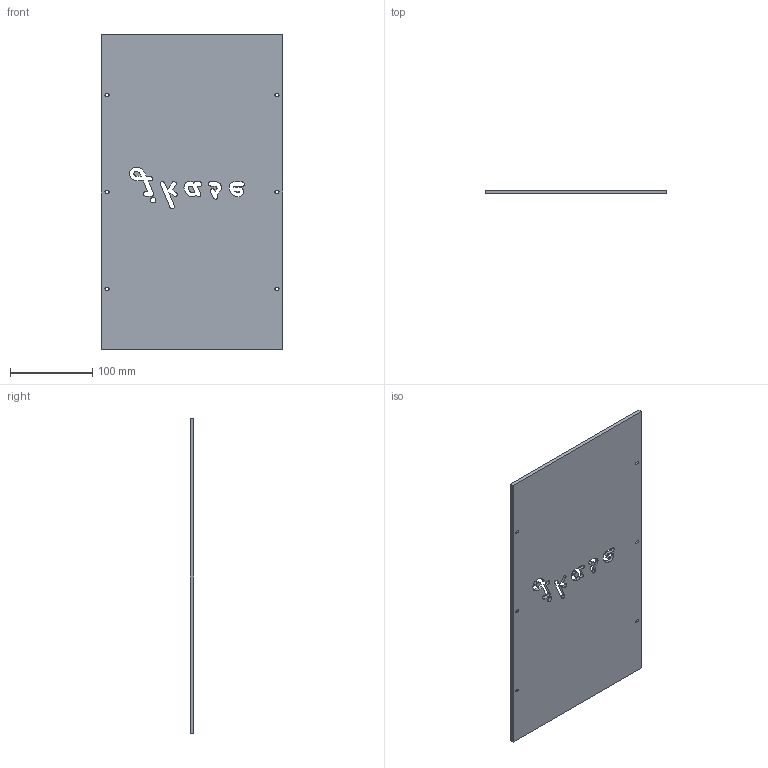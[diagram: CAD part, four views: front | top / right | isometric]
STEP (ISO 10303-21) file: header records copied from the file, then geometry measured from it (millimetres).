
FILE_DESCRIPTION (( 'STEP AP214' ), '1' );
FILE_NAME ('Acrylic_Panel_Decorative.STEP', '2023-06-14T08:54:32', ( '' ), ( '' ), 'SwSTEP 2.0', 'SolidWorks 2021', '' );
FILE_SCHEMA (( 'AUTOMOTIVE_DESIGN' ));
Length unit declared in the file: millimetre
Products named in the file (1): Acrylic_Panel_Decorative
Bounding box: 220 x 4 x 381 mm (x, y, z)
Volume: 329118.9 mm3; surface area: 171931.1 mm2
Topology: 4 solids, 4 shells, 144 faces, 408 edges, 272 vertices
Faces by surface type: bspline 69, plane 63, cylinder 12
Entity records: 7131 total; most frequent: CARTESIAN_POINT 3734, ORIENTED_EDGE 816, DIRECTION 446, EDGE_CURVE 408, VERTEX_POINT 272, VECTOR 246, LINE 246, EDGE_LOOP 168
